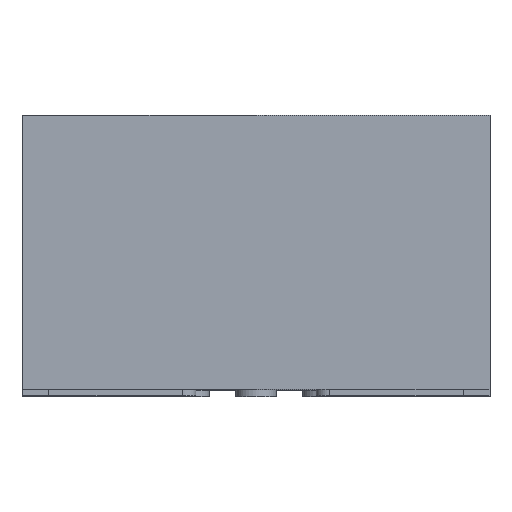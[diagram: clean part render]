
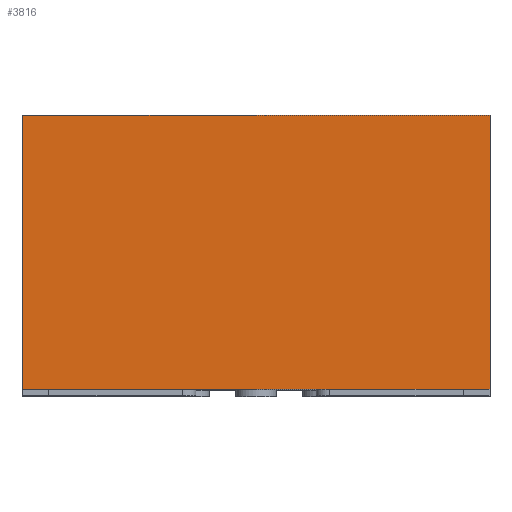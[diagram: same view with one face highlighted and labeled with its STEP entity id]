
A CAD part, top view. The second image highlights one B-rep face of the part: STEP entity #3816.
In plain terms, the highlighted planar face has unit normal (0, 0, 1).
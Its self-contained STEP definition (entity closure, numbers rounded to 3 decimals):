
#161 = CARTESIAN_POINT ( 'NONE',  ( 1.75, 9.901, 2.25 ) ) ;
#226 = VERTEX_POINT ( 'NONE', #3608 ) ;
#442 = DIRECTION ( 'NONE',  ( 1., 0., 0. ) ) ;
#471 = CARTESIAN_POINT ( 'NONE',  ( 1.75, 0.05, 2.25 ) ) ;
#546 = VERTEX_POINT ( 'NONE', #471 ) ;
#654 = LINE ( 'NONE', #161, #6505 ) ;
#1424 = VECTOR ( 'NONE', #442, 1000. ) ;
#1629 = DIRECTION ( 'NONE',  ( -1., 0., 0. ) ) ;
#2121 = FACE_OUTER_BOUND ( 'NONE', #3502, .T. ) ;
#2532 = ORIENTED_EDGE ( 'NONE', *, *, #4829, .T. ) ;
#2584 = DIRECTION ( 'NONE',  ( 0., 0., -1. ) ) ;
#2633 = VERTEX_POINT ( 'NONE', #4402 ) ;
#2831 = CARTESIAN_POINT ( 'NONE',  ( 1.75, 2.1, 2.25 ) ) ;
#2853 = CARTESIAN_POINT ( 'NONE',  ( 1.75, 0.05, 2.25 ) ) ;
#3053 = CARTESIAN_POINT ( 'NONE',  ( 1.75, 2.1, 2.25 ) ) ;
#3216 = VECTOR ( 'NONE', #5965, 1000. ) ;
#3502 = EDGE_LOOP ( 'NONE', ( #6016, #2532, #4181, #4442 ) ) ;
#3608 = CARTESIAN_POINT ( 'NONE',  ( -1.75, 0.05, 2.25 ) ) ;
#3630 = EDGE_CURVE ( 'NONE', #2633, #4354, #5582, .T. ) ;
#3816 = ADVANCED_FACE ( 'NONE', ( #2121 ), #6153, .F. ) ;
#3943 = CARTESIAN_POINT ( 'NONE',  ( -1.75, 9.901, 2.25 ) ) ;
#4166 = EDGE_CURVE ( 'NONE', #4354, #546, #654, .T. ) ;
#4174 = AXIS2_PLACEMENT_3D ( 'NONE', #5661, #2584, #1629 ) ;
#4181 = ORIENTED_EDGE ( 'NONE', *, *, #6121, .T. ) ;
#4354 = VERTEX_POINT ( 'NONE', #2831 ) ;
#4402 = CARTESIAN_POINT ( 'NONE',  ( -1.75, 2.1, 2.25 ) ) ;
#4442 = ORIENTED_EDGE ( 'NONE', *, *, #4166, .F. ) ;
#4829 = EDGE_CURVE ( 'NONE', #2633, #226, #5908, .T. ) ;
#4909 = VECTOR ( 'NONE', #5083, 1000. ) ;
#5083 = DIRECTION ( 'NONE',  ( 1., 0., 0. ) ) ;
#5559 = DIRECTION ( 'NONE',  ( 0., -1., 0. ) ) ;
#5582 = LINE ( 'NONE', #3053, #4909 ) ;
#5661 = CARTESIAN_POINT ( 'NONE',  ( 1.75, 9.901, 2.25 ) ) ;
#5908 = LINE ( 'NONE', #3943, #3216 ) ;
#5965 = DIRECTION ( 'NONE',  ( 0., -1., 0. ) ) ;
#6002 = LINE ( 'NONE', #2853, #1424 ) ;
#6016 = ORIENTED_EDGE ( 'NONE', *, *, #3630, .F. ) ;
#6121 = EDGE_CURVE ( 'NONE', #226, #546, #6002, .T. ) ;
#6153 = PLANE ( 'NONE',  #4174 ) ;
#6505 = VECTOR ( 'NONE', #5559, 1000. ) ;
